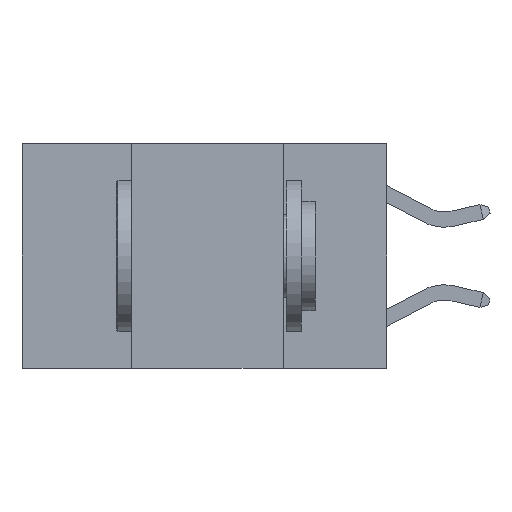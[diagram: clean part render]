
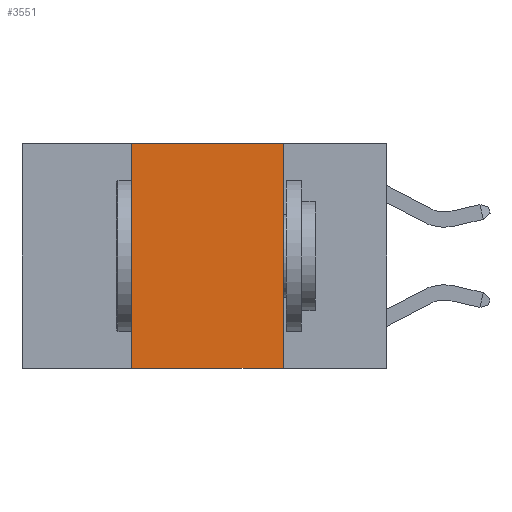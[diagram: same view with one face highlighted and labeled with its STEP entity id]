
A CAD part, left-side view. The second image highlights one B-rep face of the part: STEP entity #3551.
In plain terms, the highlighted planar face has unit normal (-1, 0, 0).
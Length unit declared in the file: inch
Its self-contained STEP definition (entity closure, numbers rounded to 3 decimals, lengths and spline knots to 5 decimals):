
#2256 = CARTESIAN_POINT ( 'NONE',  ( 0., 0.17, 0. ) ) ;
#2460 = LINE ( 'NONE', #5139, #19250 ) ;
#2758 = EDGE_LOOP ( 'NONE', ( #5579, #19671, #10276, #16324 ) ) ;
#3011 = DIRECTION ( 'NONE',  ( 0., 0., 1. ) ) ;
#3076 = CARTESIAN_POINT ( 'NONE',  ( 0., 0.17, -0.37 ) ) ;
#3551 = ADVANCED_FACE ( 'NONE', ( #14007 ), #5653, .F. ) ;
#5139 = CARTESIAN_POINT ( 'NONE',  ( 0., 0.6, 0. ) ) ;
#5579 = ORIENTED_EDGE ( 'NONE', *, *, #11173, .F. ) ;
#5653 = PLANE ( 'NONE',  #6434 ) ;
#6434 = AXIS2_PLACEMENT_3D ( 'NONE', #13972, #17335, #7322 ) ;
#6813 = DIRECTION ( 'NONE',  ( 0., -1., 0. ) ) ;
#7161 = EDGE_CURVE ( 'NONE', #12608, #9422, #2460, .T. ) ;
#7322 = DIRECTION ( 'NONE',  ( 0., 0., -1. ) ) ;
#7614 = VECTOR ( 'NONE', #3011, 39.37008 ) ;
#8028 = CARTESIAN_POINT ( 'NONE',  ( 0., 0.42, 0. ) ) ;
#8666 = LINE ( 'NONE', #11314, #12571 ) ;
#9422 = VERTEX_POINT ( 'NONE', #2256 ) ;
#9919 = CARTESIAN_POINT ( 'NONE',  ( 0., 0.42, -0.37 ) ) ;
#10276 = ORIENTED_EDGE ( 'NONE', *, *, #11112, .F. ) ;
#11014 = CARTESIAN_POINT ( 'NONE',  ( 0., 0.42, 0. ) ) ;
#11077 = EDGE_CURVE ( 'NONE', #14643, #12788, #8666, .T. ) ;
#11112 = EDGE_CURVE ( 'NONE', #14643, #12608, #12042, .T. ) ;
#11173 = EDGE_CURVE ( 'NONE', #9422, #12788, #19366, .T. ) ;
#11314 = CARTESIAN_POINT ( 'NONE',  ( 0., 0.6, -0.37 ) ) ;
#11531 = CARTESIAN_POINT ( 'NONE',  ( 0., 0.17, 0. ) ) ;
#12042 = LINE ( 'NONE', #8028, #7614 ) ;
#12571 = VECTOR ( 'NONE', #12996, 39.37008 ) ;
#12608 = VERTEX_POINT ( 'NONE', #11014 ) ;
#12788 = VERTEX_POINT ( 'NONE', #3076 ) ;
#12996 = DIRECTION ( 'NONE',  ( 0., -1., 0. ) ) ;
#13216 = DIRECTION ( 'NONE',  ( 0., 0., -1. ) ) ;
#13972 = CARTESIAN_POINT ( 'NONE',  ( 0., 0.6, 0. ) ) ;
#14007 = FACE_OUTER_BOUND ( 'NONE', #2758, .T. ) ;
#14643 = VERTEX_POINT ( 'NONE', #9919 ) ;
#16324 = ORIENTED_EDGE ( 'NONE', *, *, #11077, .T. ) ;
#17335 = DIRECTION ( 'NONE',  ( 1., 0., 0. ) ) ;
#19250 = VECTOR ( 'NONE', #6813, 39.37008 ) ;
#19366 = LINE ( 'NONE', #11531, #19871 ) ;
#19671 = ORIENTED_EDGE ( 'NONE', *, *, #7161, .F. ) ;
#19871 = VECTOR ( 'NONE', #13216, 39.37008 ) ;
